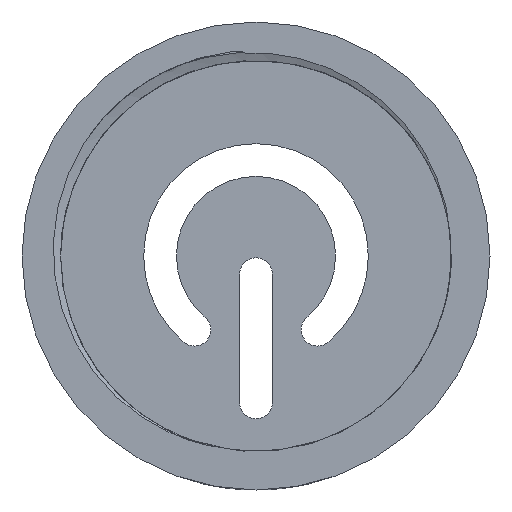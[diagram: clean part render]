
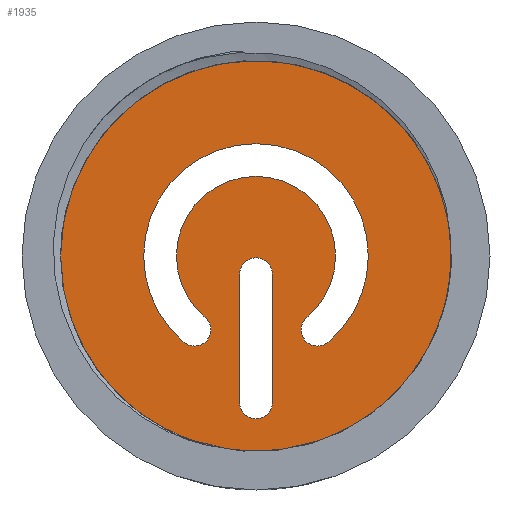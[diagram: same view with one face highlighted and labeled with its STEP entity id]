
A CAD part, front view. The second image highlights one B-rep face of the part: STEP entity #1935.
In plain terms, the highlighted planar face has unit normal (0, -1, 0).
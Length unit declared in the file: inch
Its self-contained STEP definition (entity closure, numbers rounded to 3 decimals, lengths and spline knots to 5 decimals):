
#982=CARTESIAN_POINT('',(0.,0.37,0.));
#983=DIRECTION('',(0.,-1.,0.));
#984=DIRECTION('',(-1.,0.,0.));
#985=AXIS2_PLACEMENT_3D('',#982,#983,#984);
#987=CARTESIAN_POINT('',(0.,0.37,0.));
#988=DIRECTION('',(0.,-1.,0.));
#989=DIRECTION('',(1.,0.,0.));
#990=AXIS2_PLACEMENT_3D('',#987,#988,#989);
#992=CARTESIAN_POINT('',(0.,0.37,0.));
#993=DIRECTION('',(0.,1.,0.));
#994=DIRECTION('',(-0.641,0.,-0.768));
#995=AXIS2_PLACEMENT_3D('',#992,#993,#994);
#997=CARTESIAN_POINT('',(0.08207,0.37,-0.09839));
#998=DIRECTION('',(0.,1.,0.));
#999=DIRECTION('',(0.641,0.,-0.768));
#1000=AXIS2_PLACEMENT_3D('',#997,#998,#999);
#1002=CARTESIAN_POINT('',(0.,0.37,0.));
#1003=DIRECTION('',(0.,1.,0.));
#1004=DIRECTION('',(-0.641,0.,-0.768));
#1005=AXIS2_PLACEMENT_3D('',#1002,#1003,#1004);
#1007=CARTESIAN_POINT('',(-0.08207,0.37,-0.09839));
#1008=DIRECTION('',(0.,-1.,0.));
#1009=DIRECTION('',(-0.641,0.,-0.768));
#1010=AXIS2_PLACEMENT_3D('',#1007,#1008,#1009);
#1012=DIRECTION('',(0.,0.,-1.));
#1013=VECTOR('',#1012,0.17125);
#1014=CARTESIAN_POINT('',(0.02188,0.37,-0.02438));
#1015=LINE('',#1014,#1013);
#1016=CARTESIAN_POINT('',(0.,0.37,-0.02438));
#1017=DIRECTION('',(0.,1.,0.));
#1018=DIRECTION('',(-1.,0.,0.));
#1019=AXIS2_PLACEMENT_3D('',#1016,#1017,#1018);
#1021=DIRECTION('',(0.,0.,1.));
#1022=VECTOR('',#1021,0.17125);
#1023=CARTESIAN_POINT('',(-0.02188,0.37,-0.19563));
#1024=LINE('',#1023,#1022);
#1025=CARTESIAN_POINT('',(0.,0.37,-0.19563));
#1026=DIRECTION('',(0.,-1.,0.));
#1027=DIRECTION('',(-1.,0.,0.));
#1028=AXIS2_PLACEMENT_3D('',#1025,#1026,#1027);
#1350=CARTESIAN_POINT('',(-0.06805,0.37,-0.08159));
#1351=CARTESIAN_POINT('',(0.06805,0.37,-0.08159));
#1352=VERTEX_POINT('',#1350);
#1353=VERTEX_POINT('',#1351);
#1354=CARTESIAN_POINT('',(-0.09608,0.37,-0.11519));
#1355=CARTESIAN_POINT('',(0.09608,0.37,-0.11519));
#1356=VERTEX_POINT('',#1354);
#1357=VERTEX_POINT('',#1355);
#1366=CARTESIAN_POINT('',(0.02188,0.37,-0.02438));
#1367=CARTESIAN_POINT('',(0.02188,0.37,-0.19563));
#1368=VERTEX_POINT('',#1366);
#1369=VERTEX_POINT('',#1367);
#1370=CARTESIAN_POINT('',(-0.02188,0.37,-0.19563));
#1371=CARTESIAN_POINT('',(-0.02188,0.37,-0.02438));
#1372=VERTEX_POINT('',#1370);
#1373=VERTEX_POINT('',#1371);
#1374=CARTESIAN_POINT('',(-0.261,0.37,0.));
#1375=CARTESIAN_POINT('',(0.261,0.37,0.));
#1376=VERTEX_POINT('',#1374);
#1377=VERTEX_POINT('',#1375);
#1906=CARTESIAN_POINT('',(0.,0.37,0.));
#1907=DIRECTION('',(0.,1.,0.));
#1908=DIRECTION('',(1.,0.,0.));
#1909=AXIS2_PLACEMENT_3D('',#1906,#1907,#1908);
#1910=PLANE('',#1909);
#1911=ORIENTED_EDGE('',*,*,#1655,.F.);
#1912=ORIENTED_EDGE('',*,*,#1844,.F.);
#1913=EDGE_LOOP('',(#1911,#1912));
#1914=FACE_OUTER_BOUND('',#1913,.F.);
#1916=ORIENTED_EDGE('',*,*,#1915,.T.);
#1918=ORIENTED_EDGE('',*,*,#1917,.F.);
#1920=ORIENTED_EDGE('',*,*,#1919,.F.);
#1922=ORIENTED_EDGE('',*,*,#1921,.T.);
#1923=EDGE_LOOP('',(#1916,#1918,#1920,#1922));
#1924=FACE_BOUND('',#1923,.F.);
#1926=ORIENTED_EDGE('',*,*,#1925,.F.);
#1928=ORIENTED_EDGE('',*,*,#1927,.F.);
#1930=ORIENTED_EDGE('',*,*,#1929,.F.);
#1932=ORIENTED_EDGE('',*,*,#1931,.T.);
#1933=EDGE_LOOP('',(#1926,#1928,#1930,#1932));
#1934=FACE_BOUND('',#1933,.F.);
#1935=ADVANCED_FACE('',(#1914,#1924,#1934),#1910,.F.);
#986=CIRCLE('',#985,0.261);
#991=CIRCLE('',#990,0.261);
#996=CIRCLE('',#995,0.10625);
#1001=CIRCLE('',#1000,0.02188);
#1006=CIRCLE('',#1005,0.15);
#1011=CIRCLE('',#1010,0.02188);
#1020=CIRCLE('',#1019,0.02188);
#1029=CIRCLE('',#1028,0.02188);
#1655=EDGE_CURVE('',#1376,#1377,#986,.T.);
#1844=EDGE_CURVE('',#1377,#1376,#991,.T.);
#1915=EDGE_CURVE('',#1352,#1353,#996,.T.);
#1917=EDGE_CURVE('',#1357,#1353,#1001,.T.);
#1919=EDGE_CURVE('',#1356,#1357,#1006,.T.);
#1921=EDGE_CURVE('',#1356,#1352,#1011,.T.);
#1925=EDGE_CURVE('',#1368,#1369,#1015,.T.);
#1927=EDGE_CURVE('',#1373,#1368,#1020,.T.);
#1929=EDGE_CURVE('',#1372,#1373,#1024,.T.);
#1931=EDGE_CURVE('',#1372,#1369,#1029,.T.);
